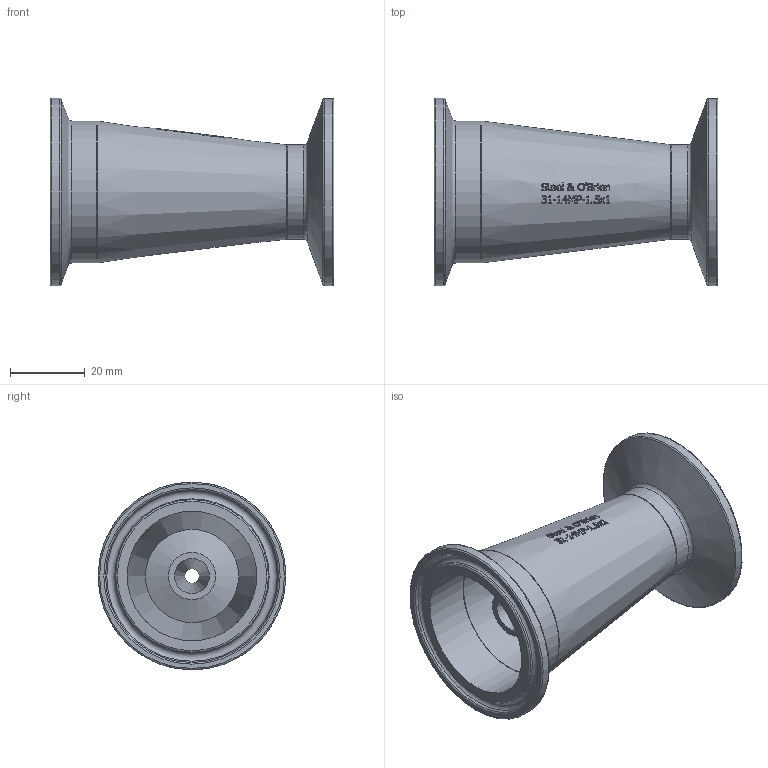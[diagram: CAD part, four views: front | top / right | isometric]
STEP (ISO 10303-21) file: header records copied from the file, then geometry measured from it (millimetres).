
FILE_DESCRIPTION(/* description */ (''),/* implementation_level */ '2;1');
FILE_NAME(/* name */ '31-14MP-1.5x1.stp',/* time_stamp */ '2021-06-28T10:23:35-04:00',/* author */ ('rick'),/* organization */ (''),/* preprocessor_version */ 'ST-DEVELOPER v18',/* originating_system */ 'Autodesk Inventor 2020',/* authorisation */ '');
FILE_SCHEMA (('AUTOMOTIVE_DESIGN { 1 0 10303 214 3 1 1 }'));
Length unit declared in the file: inch
Products named in the file (1): 31-14MP-1.5x1
Bounding box: 76.2 x 50.39 x 50.39 mm (x, y, z)
Volume: 24563.3 mm3; surface area: 22816.1 mm2
Topology: 2 solids, 2 shells, 449 faces, 1251 edges, 852 vertices
Faces by surface type: plane 207, bspline 163, cone 49, torus 20, cylinder 10
Full cylindrical faces by diameter (mm): 4.572 x1, 6.35 x1, 21.895 x1, 22.098 x1, 24.994 x1, 25.4 x1, 34.798 x1, 38.1 x1, 50.394 x2
Entity records: 18158 total; most frequent: CARTESIAN_POINT 7218, ORIENTED_EDGE 2502, DIRECTION 1857, EDGE_CURVE 1251, VERTEX_POINT 852, AXIS2_PLACEMENT_3D 649, LINE 559, VECTOR 559
